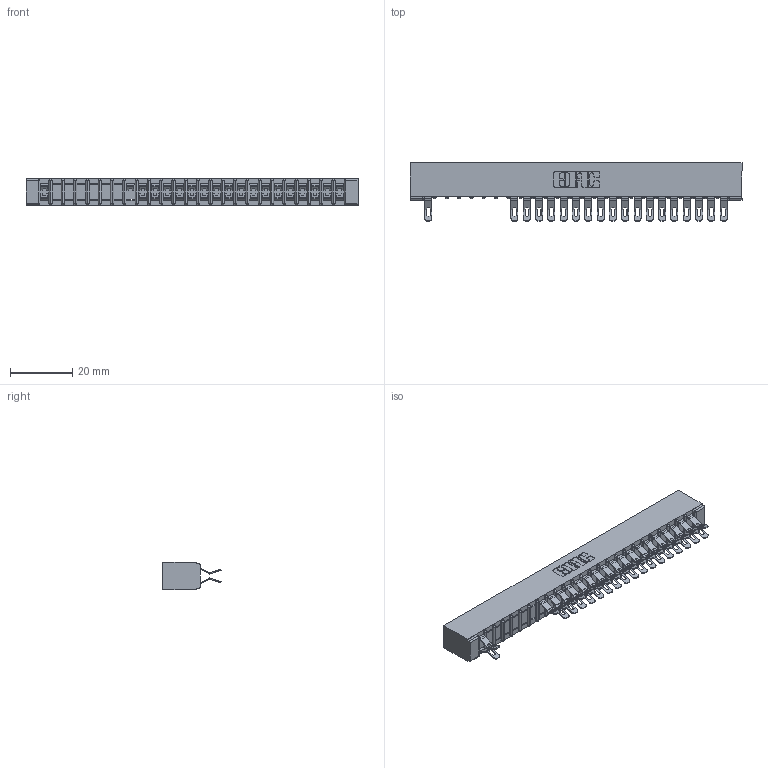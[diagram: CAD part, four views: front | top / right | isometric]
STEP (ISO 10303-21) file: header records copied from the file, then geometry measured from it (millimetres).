
FILE_DESCRIPTION (( 'STEP AP203' ), '1' );
FILE_NAME ('307-050-555-201.STEP', '2018-08-06T04:36:19', ( '' ), ( '' ), 'SwSTEP 2.0', 'SolidWorks 2016', '' );
FILE_SCHEMA (( 'CONFIG_CONTROL_DESIGN' ));
Length unit declared in the file: inch
Products named in the file (3): 307 Part_No Mounting Lugs; 307-290-001_555; 307-050-555-201
Assembly tree (38 placements, depth 2):
  307-050-555-201
    307 Part_No Mounting Lugs
    307-290-001_555  x37
Bounding box: 106.93 x 18.75 x 8.71 mm (x, y, z)
Volume: 7169.3 mm3; surface area: 12904.8 mm2
Topology: 38 solids, 38 shells, 2523 faces, 7412 edges, 4820 vertices
Faces by surface type: plane 1402, cylinder 1069, sphere 52
Entity records: 24171 total; most frequent: CARTESIAN_POINT 4016, ORIENTED_EDGE 3992, DIRECTION 3934, EDGE_CURVE 1996, VECTOR 1514, LINE 1514, VERTEX_POINT 1292, AXIS2_PLACEMENT_3D 1210
